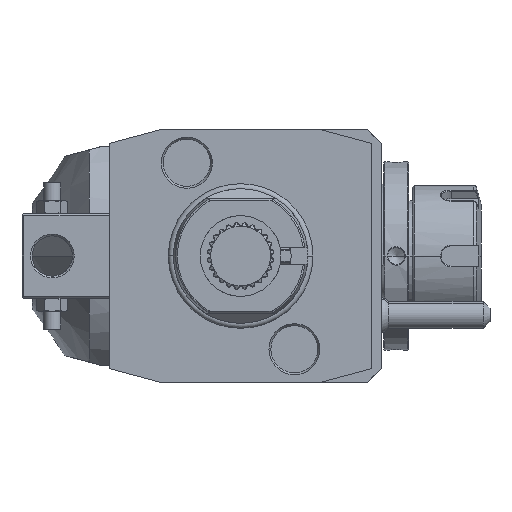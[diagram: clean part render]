
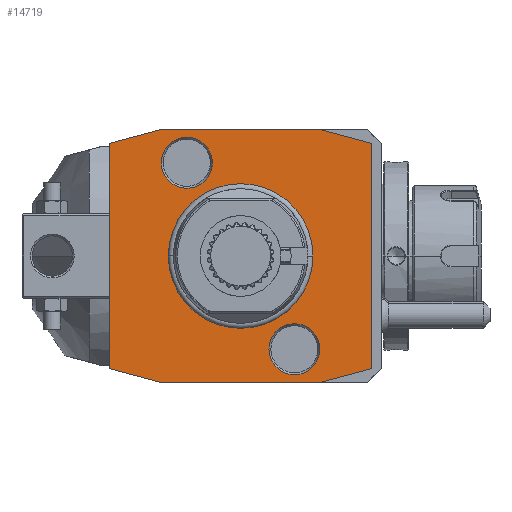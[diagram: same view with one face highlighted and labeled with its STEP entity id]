
A CAD part, front view. The second image highlights one B-rep face of the part: STEP entity #14719.
In plain terms, the highlighted planar face has unit normal (0, -1, 0).
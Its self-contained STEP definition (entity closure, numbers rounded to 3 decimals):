
#1=DIRECTION('',(0.966,0.,-0.259));
#2=VECTOR('',#1,15.529);
#3=CARTESIAN_POINT('',(-39.,0.,-33.481));
#4=LINE('',#3,#2);
#5=DIRECTION('',(0.,0.,-1.));
#6=VECTOR('',#5,66.962);
#7=CARTESIAN_POINT('',(-39.,0.,33.481));
#8=LINE('',#7,#6);
#9=DIRECTION('',(-0.966,0.,-0.259));
#10=VECTOR('',#9,15.529);
#11=CARTESIAN_POINT('',(-24.,0.,37.5));
#12=LINE('',#11,#10);
#13=DIRECTION('',(-1.,0.,0.));
#14=VECTOR('',#13,48.);
#15=CARTESIAN_POINT('',(24.,0.,37.5));
#16=LINE('',#15,#14);
#17=DIRECTION('',(-0.966,0.,0.259));
#18=VECTOR('',#17,15.529);
#19=CARTESIAN_POINT('',(39.,0.,33.481));
#20=LINE('',#19,#18);
#21=DIRECTION('',(0.,0.,1.));
#22=VECTOR('',#21,66.962);
#23=CARTESIAN_POINT('',(39.,0.,-33.481));
#24=LINE('',#23,#22);
#25=DIRECTION('',(0.966,0.,0.259));
#26=VECTOR('',#25,15.529);
#27=CARTESIAN_POINT('',(24.,0.,-37.5));
#28=LINE('',#27,#26);
#29=DIRECTION('',(1.,0.,0.));
#30=VECTOR('',#29,48.);
#31=CARTESIAN_POINT('',(-24.,0.,-37.5));
#32=LINE('',#31,#30);
#33=CARTESIAN_POINT('',(-16.,0.,27.713));
#34=DIRECTION('',(0.,1.,0.));
#35=DIRECTION('',(-1.,0.,0.));
#36=AXIS2_PLACEMENT_3D('',#33,#34,#35);
#38=CARTESIAN_POINT('',(-16.,0.,27.713));
#39=DIRECTION('',(0.,1.,0.));
#40=DIRECTION('',(1.,0.,0.));
#41=AXIS2_PLACEMENT_3D('',#38,#39,#40);
#43=CARTESIAN_POINT('',(16.,0.,-27.713));
#44=DIRECTION('',(0.,1.,0.));
#45=DIRECTION('',(-1.,0.,0.));
#46=AXIS2_PLACEMENT_3D('',#43,#44,#45);
#48=CARTESIAN_POINT('',(16.,0.,-27.713));
#49=DIRECTION('',(0.,1.,0.));
#50=DIRECTION('',(1.,0.,0.));
#51=AXIS2_PLACEMENT_3D('',#48,#49,#50);
#7305=CARTESIAN_POINT('',(0.,0.,0.));
#7306=DIRECTION('',(0.,1.,0.));
#7307=DIRECTION('',(-1.,0.,0.));
#7308=AXIS2_PLACEMENT_3D('',#7305,#7306,#7307);
#7310=CARTESIAN_POINT('',(0.,0.,0.));
#7311=DIRECTION('',(0.,1.,0.));
#7312=DIRECTION('',(1.,0.,0.));
#7313=AXIS2_PLACEMENT_3D('',#7310,#7311,#7312);
#13189=CARTESIAN_POINT('',(-23.577,0.,
27.713));
#13190=CARTESIAN_POINT('',(-8.423,0.,
27.713));
#13191=VERTEX_POINT('',#13189);
#13192=VERTEX_POINT('',#13190);
#13367=CARTESIAN_POINT('',(8.423,0.,
-27.713));
#13368=CARTESIAN_POINT('',(23.577,0.,
-27.713));
#13369=VERTEX_POINT('',#13367);
#13370=VERTEX_POINT('',#13368);
#14296=CARTESIAN_POINT('',(-39.,0.,-33.481));
#14297=CARTESIAN_POINT('',(-24.,0.,-37.5));
#14298=VERTEX_POINT('',#14296);
#14299=VERTEX_POINT('',#14297);
#14300=CARTESIAN_POINT('',(24.,0.,-37.5));
#14301=VERTEX_POINT('',#14300);
#14302=CARTESIAN_POINT('',(39.,0.,-33.481));
#14303=VERTEX_POINT('',#14302);
#14304=CARTESIAN_POINT('',(39.,0.,33.481));
#14305=VERTEX_POINT('',#14304);
#14306=CARTESIAN_POINT('',(24.,0.,37.5));
#14307=VERTEX_POINT('',#14306);
#14308=CARTESIAN_POINT('',(-24.,0.,37.5));
#14309=VERTEX_POINT('',#14308);
#14310=CARTESIAN_POINT('',(-39.,0.,33.481));
#14311=VERTEX_POINT('',#14310);
#14552=CARTESIAN_POINT('',(-21.137,0.,0.));
#14553=CARTESIAN_POINT('',(21.137,0.,0.));
#14554=VERTEX_POINT('',#14552);
#14555=VERTEX_POINT('',#14553);
#14678=CARTESIAN_POINT('',(0.,0.,0.));
#14679=DIRECTION('',(0.,-1.,0.));
#14680=DIRECTION('',(-1.,0.,0.));
#14681=AXIS2_PLACEMENT_3D('',#14678,#14679,#14680);
#14682=PLANE('',#14681);
#14684=ORIENTED_EDGE('',*,*,#14683,.F.);
#14686=ORIENTED_EDGE('',*,*,#14685,.F.);
#14688=ORIENTED_EDGE('',*,*,#14687,.F.);
#14690=ORIENTED_EDGE('',*,*,#14689,.F.);
#14692=ORIENTED_EDGE('',*,*,#14691,.F.);
#14694=ORIENTED_EDGE('',*,*,#14693,.F.);
#14696=ORIENTED_EDGE('',*,*,#14695,.F.);
#14698=ORIENTED_EDGE('',*,*,#14697,.F.);
#14699=EDGE_LOOP('',(#14684,#14686,#14688,#14690,#14692,#14694,#14696,#14698));
#14700=FACE_OUTER_BOUND('',#14699,.F.);
#14702=ORIENTED_EDGE('',*,*,#14701,.F.);
#14704=ORIENTED_EDGE('',*,*,#14703,.F.);
#14705=EDGE_LOOP('',(#14702,#14704));
#14706=FACE_BOUND('',#14705,.F.);
#14708=ORIENTED_EDGE('',*,*,#14707,.F.);
#14710=ORIENTED_EDGE('',*,*,#14709,.F.);
#14711=EDGE_LOOP('',(#14708,#14710));
#14712=FACE_BOUND('',#14711,.F.);
#14714=ORIENTED_EDGE('',*,*,#14713,.F.);
#14716=ORIENTED_EDGE('',*,*,#14715,.F.);
#14717=EDGE_LOOP('',(#14714,#14716));
#14718=FACE_BOUND('',#14717,.F.);
#37=CIRCLE('',#36,7.577);
#42=CIRCLE('',#41,7.577);
#47=CIRCLE('',#46,7.577);
#52=CIRCLE('',#51,7.577);
#7309=CIRCLE('',#7308,21.137);
#7314=CIRCLE('',#7313,21.137);
#14683=EDGE_CURVE('',#14298,#14299,#4,.T.);
#14685=EDGE_CURVE('',#14311,#14298,#8,.T.);
#14687=EDGE_CURVE('',#14309,#14311,#12,.T.);
#14689=EDGE_CURVE('',#14307,#14309,#16,.T.);
#14691=EDGE_CURVE('',#14305,#14307,#20,.T.);
#14693=EDGE_CURVE('',#14303,#14305,#24,.T.);
#14695=EDGE_CURVE('',#14301,#14303,#28,.T.);
#14697=EDGE_CURVE('',#14299,#14301,#32,.T.);
#14701=EDGE_CURVE('',#14554,#14555,#7309,.T.);
#14703=EDGE_CURVE('',#14555,#14554,#7314,.T.);
#14707=EDGE_CURVE('',#13191,#13192,#37,.T.);
#14709=EDGE_CURVE('',#13192,#13191,#42,.T.);
#14713=EDGE_CURVE('',#13369,#13370,#47,.T.);
#14715=EDGE_CURVE('',#13370,#13369,#52,.T.);
#14719=ADVANCED_FACE('',(#14700,#14706,#14712,#14718),#14682,.T.);
